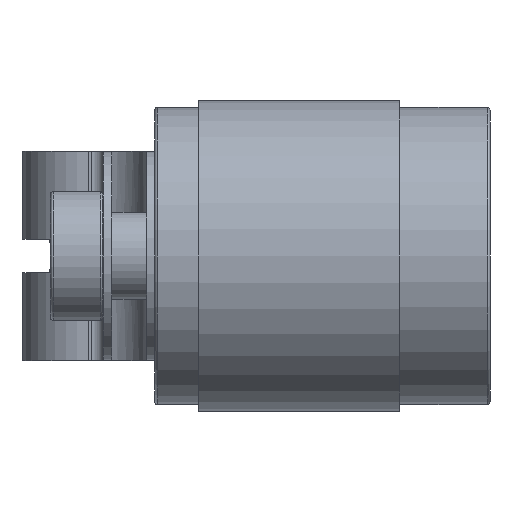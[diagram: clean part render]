
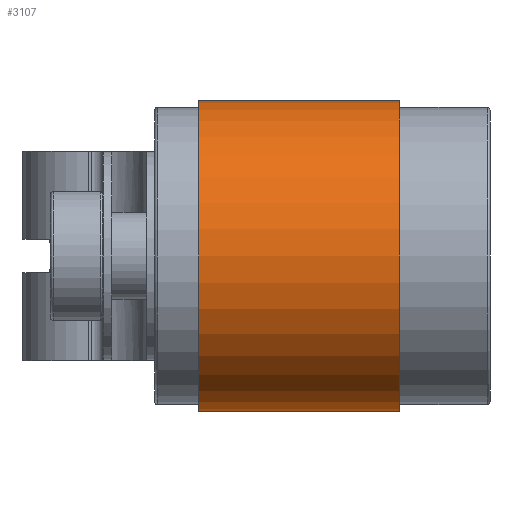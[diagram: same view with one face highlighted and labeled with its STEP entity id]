
A CAD part, left-side view. The second image highlights one B-rep face of the part: STEP entity #3107.
In plain terms, the highlighted cylindrical face has radius 7.239 mm (diameter 14.478 mm), a partial arc.
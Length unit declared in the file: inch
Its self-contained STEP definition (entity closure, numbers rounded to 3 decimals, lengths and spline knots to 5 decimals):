
#905 = CIRCLE ( 'NONE', #983, 0.285 ) ;
#946 = DIRECTION ( 'NONE',  ( 0., 0., 1. ) ) ;
#947 = DIRECTION ( 'NONE',  ( 0., 1., 0. ) ) ;
#948 = CARTESIAN_POINT ( 'NONE',  ( 0., -0.237, 0. ) ) ;
#983 = AXIS2_PLACEMENT_3D ( 'NONE', #948, #947, #946 ) ;
#1194 = DIRECTION ( 'NONE',  ( 0., 0., 1. ) ) ;
#1195 = DIRECTION ( 'NONE',  ( 0., 1., 0. ) ) ;
#1246 = DIRECTION ( 'NONE',  ( 0., 1., 0. ) ) ;
#1247 = FACE_OUTER_BOUND ( 'NONE', #3083, .T. ) ;
#1249 = CARTESIAN_POINT ( 'NONE',  ( 0., 0.131, 0. ) ) ;
#1250 = AXIS2_PLACEMENT_3D ( 'NONE', #1249, #1195, #1194 ) ;
#1252 = CYLINDRICAL_SURFACE ( 'NONE', #1255, 0.285 ) ;
#1255 = AXIS2_PLACEMENT_3D ( 'NONE', #1256, #1246, #1258 ) ;
#1256 = CARTESIAN_POINT ( 'NONE',  ( 0., 0.29957, 0. ) ) ;
#1257 = CIRCLE ( 'NONE', #1250, 0.285 ) ;
#1258 = DIRECTION ( 'NONE',  ( 0., 0., 1. ) ) ;
#1345 = CARTESIAN_POINT ( 'NONE',  ( 0., 0.131, 0.285 ) ) ;
#1377 = CARTESIAN_POINT ( 'NONE',  ( 0., 0.29957, 0.285 ) ) ;
#1380 = LINE ( 'NONE', #1377, #1398 ) ;
#1390 = DIRECTION ( 'NONE',  ( 0., 1., 0. ) ) ;
#1398 = VECTOR ( 'NONE', #1390, 39.37008 ) ;
#1433 = CARTESIAN_POINT ( 'NONE',  ( 0., -0.237, -0.285 ) ) ;
#1434 = CARTESIAN_POINT ( 'NONE',  ( 0., 0.131, -0.285 ) ) ;
#1436 = DIRECTION ( 'NONE',  ( 0., 1., 0. ) ) ;
#1437 = VECTOR ( 'NONE', #1436, 39.37008 ) ;
#1438 = CARTESIAN_POINT ( 'NONE',  ( 0., 0.29957, -0.285 ) ) ;
#1439 = CARTESIAN_POINT ( 'NONE',  ( 0., -0.237, 0.285 ) ) ;
#1543 = LINE ( 'NONE', #1438, #1437 ) ;
#3080 = EDGE_CURVE ( 'NONE', #3282, #3277, #905, .T. ) ;
#3082 = ORIENTED_EDGE ( 'NONE', *, *, #3080, .T. ) ;
#3083 = EDGE_LOOP ( 'NONE', ( #3108, #3082, #3110, #3401 ) ) ;
#3107 = ADVANCED_FACE ( 'NONE', ( #1247 ), #1252, .T. ) ;
#3108 = ORIENTED_EDGE ( 'NONE', *, *, #3276, .F. ) ;
#3109 = EDGE_CURVE ( 'NONE', #3280, #3191, #1257, .T. ) ;
#3110 = ORIENTED_EDGE ( 'NONE', *, *, #3202, .T. ) ;
#3191 = VERTEX_POINT ( 'NONE', #1345 ) ;
#3202 = EDGE_CURVE ( 'NONE', #3277, #3191, #1380, .T. ) ;
#3276 = EDGE_CURVE ( 'NONE', #3282, #3280, #1543, .T. ) ;
#3277 = VERTEX_POINT ( 'NONE', #1439 ) ;
#3280 = VERTEX_POINT ( 'NONE', #1434 ) ;
#3282 = VERTEX_POINT ( 'NONE', #1433 ) ;
#3401 = ORIENTED_EDGE ( 'NONE', *, *, #3109, .F. ) ;
